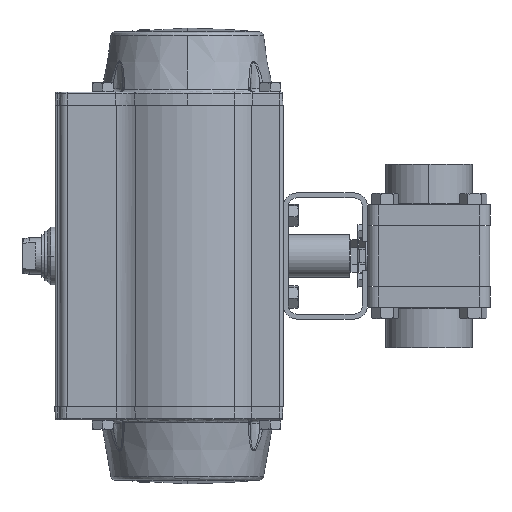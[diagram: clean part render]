
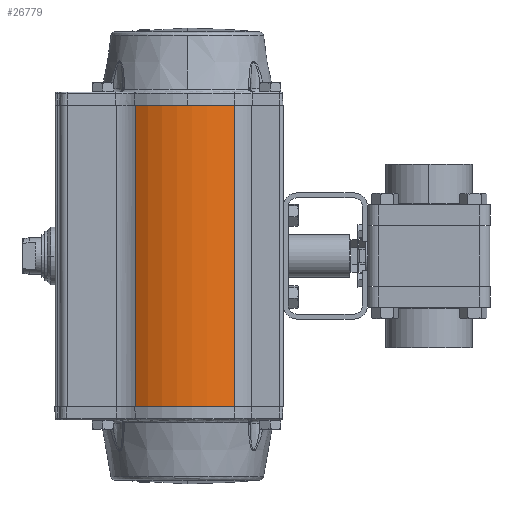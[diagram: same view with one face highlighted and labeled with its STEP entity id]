
A CAD part, left-side view. The second image highlights one B-rep face of the part: STEP entity #26779.
In plain terms, the highlighted cylindrical face has radius 55 mm (diameter 110 mm), a partial arc.
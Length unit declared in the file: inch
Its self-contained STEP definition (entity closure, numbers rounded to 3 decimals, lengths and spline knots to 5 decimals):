
#1343 = EDGE_CURVE ( 'NONE', #65614, #52762, #16797, .T. ) ;
#2539 = VECTOR ( 'NONE', #41793, 39.37008 ) ;
#2603 = CIRCLE ( 'NONE', #51423, 2.16535 ) ;
#4646 = EDGE_CURVE ( 'NONE', #65614, #37427, #60022, .T. ) ;
#5194 = CARTESIAN_POINT ( 'NONE',  ( -1.84777, 4.61952, -3.58268 ) ) ;
#9655 = DIRECTION ( 'NONE',  ( 1., 0., 0. ) ) ;
#9880 = DIRECTION ( 'NONE',  ( 0., 0., 1. ) ) ;
#9969 = CARTESIAN_POINT ( 'NONE',  ( 0., 5.74846, 3.58268 ) ) ;
#10327 = DIRECTION ( 'NONE',  ( 0., 0., -1. ) ) ;
#16797 = LINE ( 'NONE', #60929, #2539 ) ;
#17066 = CARTESIAN_POINT ( 'NONE',  ( 0., 5.74846, -3.58268 ) ) ;
#21600 = EDGE_CURVE ( 'NONE', #40047, #52762, #2603, .T. ) ;
#26779 = ADVANCED_FACE ( 'NONE', ( #52479 ), #63130, .T. ) ;
#27920 = DIRECTION ( 'NONE',  ( 1., 0., 0. ) ) ;
#29198 = AXIS2_PLACEMENT_3D ( 'NONE', #17066, #54924, #27920 ) ;
#37427 = VERTEX_POINT ( 'NONE', #54439 ) ;
#38801 = DIRECTION ( 'NONE',  ( 0., 0., 1. ) ) ;
#39466 = CARTESIAN_POINT ( 'NONE',  ( -1.77559, 6.98783, 3.58268 ) ) ;
#40047 = VERTEX_POINT ( 'NONE', #5194 ) ;
#41793 = DIRECTION ( 'NONE',  ( 0., 0., -1. ) ) ;
#42404 = CARTESIAN_POINT ( 'NONE',  ( 0., 5.74846, -3.58268 ) ) ;
#43155 = EDGE_CURVE ( 'NONE', #40047, #37427, #62787, .T. ) ;
#47702 = AXIS2_PLACEMENT_3D ( 'NONE', #9969, #9880, #9655 ) ;
#47798 = DIRECTION ( 'NONE',  ( 1., 0., 0. ) ) ;
#48805 = VECTOR ( 'NONE', #38801, 39.37008 ) ;
#51423 = AXIS2_PLACEMENT_3D ( 'NONE', #42404, #10327, #47798 ) ;
#52479 = FACE_OUTER_BOUND ( 'NONE', #58848, .T. ) ;
#52762 = VERTEX_POINT ( 'NONE', #63671 ) ;
#52813 = ORIENTED_EDGE ( 'NONE', *, *, #21600, .F. ) ;
#54392 = ORIENTED_EDGE ( 'NONE', *, *, #43155, .T. ) ;
#54439 = CARTESIAN_POINT ( 'NONE',  ( -1.84777, 4.61952, 3.58268 ) ) ;
#54924 = DIRECTION ( 'NONE',  ( 0., 0., 1. ) ) ;
#56027 = ORIENTED_EDGE ( 'NONE', *, *, #4646, .F. ) ;
#56886 = ORIENTED_EDGE ( 'NONE', *, *, #1343, .T. ) ;
#58848 = EDGE_LOOP ( 'NONE', ( #52813, #54392, #56027, #56886 ) ) ;
#59902 = CARTESIAN_POINT ( 'NONE',  ( -1.84777, 4.61952, -3.58268 ) ) ;
#60022 = CIRCLE ( 'NONE', #47702, 2.16535 ) ;
#60929 = CARTESIAN_POINT ( 'NONE',  ( -1.77559, 6.98783, -3.58268 ) ) ;
#62787 = LINE ( 'NONE', #59902, #48805 ) ;
#63130 = CYLINDRICAL_SURFACE ( 'NONE', #29198, 2.16535 ) ;
#63671 = CARTESIAN_POINT ( 'NONE',  ( -1.77559, 6.98783, -3.58268 ) ) ;
#65614 = VERTEX_POINT ( 'NONE', #39466 ) ;
